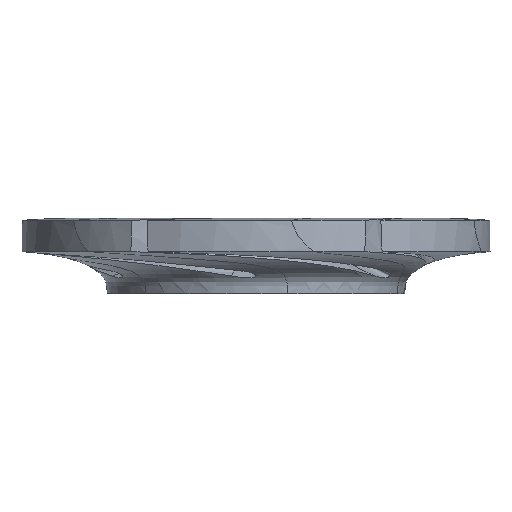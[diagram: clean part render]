
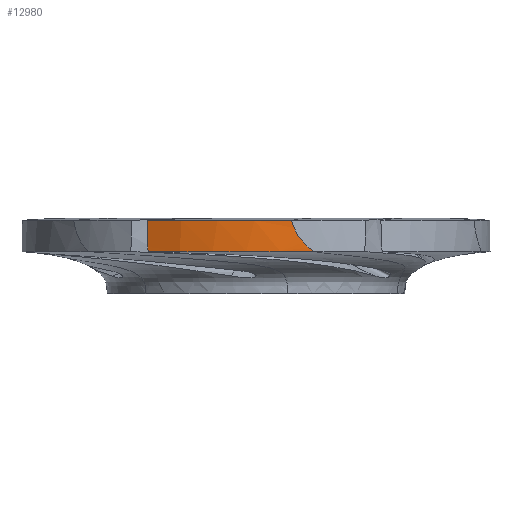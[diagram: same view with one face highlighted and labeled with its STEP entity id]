
A CAD part, left-side view. The second image highlights one B-rep face of the part: STEP entity #12980.
In plain terms, the highlighted conical face has half-angle 0.566 degrees and reference radius 24.619 mm.
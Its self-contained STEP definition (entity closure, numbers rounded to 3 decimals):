
#10693 = VERTEX_POINT('',#10694);
#10694 = CARTESIAN_POINT('',(-24.333,-3.74,
    7.757));
#10902 = EDGE_CURVE('',#10903,#10693,#10905,.T.);
#10903 = VERTEX_POINT('',#10904);
#10904 = CARTESIAN_POINT('',(-21.794,11.45,
    7.757));
#10905 = CIRCLE('',#10906,24.619);
#10906 = AXIS2_PLACEMENT_3D('',#10907,#10908,#10909);
#10907 = CARTESIAN_POINT('',(0.,0.,7.757));
#10908 = DIRECTION('',(0.,-0.,1.));
#10909 = DIRECTION('',(0.978,0.207,0.));
#12139 = EDGE_CURVE('',#10903,#12140,#12142,.T.);
#12140 = VERTEX_POINT('',#12141);
#12141 = CARTESIAN_POINT('',(-21.906,11.306,
    4.456));
#12142 = B_SPLINE_CURVE_WITH_KNOTS('',5,(#12143,#12144,#12145,#12146,
    #12147,#12148,#12149,#12150,#12151,#12152,#12153,#12154,#12155,
    #12156,#12157,#12158,#12159,#12160,#12161,#12162,#12163,#12164,
    #12165,#12166,#12167,#12168,#12169,#12170,#12171,#12172),
  .UNSPECIFIED.,.F.,.F.,(6,4,4,4,4,4,4,6),(0.,0.131,
    0.213,0.375,0.46,0.594,
    0.814,1.),.UNSPECIFIED.);
#12143 = CARTESIAN_POINT('',(-21.794,11.45,
    7.757));
#12144 = CARTESIAN_POINT('',(-21.794,11.452,
    7.67));
#12145 = CARTESIAN_POINT('',(-21.794,11.455,
    7.583));
#12146 = CARTESIAN_POINT('',(-21.794,11.456,
    7.496));
#12147 = CARTESIAN_POINT('',(-21.794,11.458,
    7.409));
#12148 = CARTESIAN_POINT('',(-21.794,11.46,
    7.268));
#12149 = CARTESIAN_POINT('',(-21.795,11.46,
    7.214));
#12150 = CARTESIAN_POINT('',(-21.795,11.461,
    7.159));
#12151 = CARTESIAN_POINT('',(-21.795,11.462,
    7.105));
#12152 = CARTESIAN_POINT('',(-21.796,11.463,
    6.943));
#12153 = CARTESIAN_POINT('',(-21.797,11.464,
    6.836));
#12154 = CARTESIAN_POINT('',(-21.797,11.466,
    6.729));
#12155 = CARTESIAN_POINT('',(-21.798,11.467,
    6.621));
#12156 = CARTESIAN_POINT('',(-21.799,11.468,
    6.458));
#12157 = CARTESIAN_POINT('',(-21.799,11.468,
    6.403));
#12158 = CARTESIAN_POINT('',(-21.8,11.469,
    6.347));
#12159 = CARTESIAN_POINT('',(-21.8,11.469,
    6.291));
#12160 = CARTESIAN_POINT('',(-21.802,11.47,
    6.146));
#12161 = CARTESIAN_POINT('',(-21.802,11.47,
    6.057));
#12162 = CARTESIAN_POINT('',(-21.804,11.47,
    5.968));
#12163 = CARTESIAN_POINT('',(-21.805,11.469,
    5.879));
#12164 = CARTESIAN_POINT('',(-21.809,11.465,
    5.644));
#12165 = CARTESIAN_POINT('',(-21.813,11.461,
    5.499));
#12166 = CARTESIAN_POINT('',(-21.819,11.454,
    5.353));
#12167 = CARTESIAN_POINT('',(-21.826,11.443,
    5.208));
#12168 = CARTESIAN_POINT('',(-21.845,11.413,
    4.941));
#12169 = CARTESIAN_POINT('',(-21.856,11.395,
    4.818));
#12170 = CARTESIAN_POINT('',(-21.869,11.372,
    4.697));
#12171 = CARTESIAN_POINT('',(-21.886,11.343,
    4.576));
#12172 = CARTESIAN_POINT('',(-21.906,11.306,
    4.456));
#12980 = ADVANCED_FACE('[Impeller_1]-Flow domain-Outflow',(#12981),
  #13027,.T.);
#12981 = FACE_BOUND('',#12982,.F.);
#12982 = EDGE_LOOP('',(#12983,#12984,#13019,#13026));
#12983 = ORIENTED_EDGE('',*,*,#10902,.T.);
#12984 = ORIENTED_EDGE('',*,*,#12985,.T.);
#12985 = EDGE_CURVE('',#10693,#12986,#12988,.T.);
#12986 = VERTEX_POINT('',#12987);
#12987 = CARTESIAN_POINT('',(-23.891,-6.076,4.456
    ));
#12988 = B_SPLINE_CURVE_WITH_KNOTS('',5,(#12989,#12990,#12991,#12992,
    #12993,#12994,#12995,#12996,#12997,#12998,#12999,#13000,#13001,
    #13002,#13003,#13004,#13005,#13006,#13007,#13008,#13009,#13010,
    #13011,#13012,#13013,#13014,#13015,#13016,#13017,#13018),
  .UNSPECIFIED.,.F.,.F.,(6,4,4,4,4,4,4,6),(0.,0.195,
    0.396,0.587,0.77,0.88,
    0.938,1.),.UNSPECIFIED.);
#12989 = CARTESIAN_POINT('',(-24.333,-3.74,
    7.757));
#12990 = CARTESIAN_POINT('',(-24.329,-3.776,
    7.613));
#12991 = CARTESIAN_POINT('',(-24.324,-3.817,
    7.469));
#12992 = CARTESIAN_POINT('',(-24.318,-3.863,
    7.326));
#12993 = CARTESIAN_POINT('',(-24.311,-3.914,
    7.184));
#12994 = CARTESIAN_POINT('',(-24.295,-4.03,
    6.897));
#12995 = CARTESIAN_POINT('',(-24.286,-4.094,
    6.753));
#12996 = CARTESIAN_POINT('',(-24.276,-4.164,
    6.61));
#12997 = CARTESIAN_POINT('',(-24.264,-4.24,
    6.469));
#12998 = CARTESIAN_POINT('',(-24.238,-4.4,
    6.196));
#12999 = CARTESIAN_POINT('',(-24.224,-4.483,
    6.065));
#13000 = CARTESIAN_POINT('',(-24.209,-4.572,
    5.935));
#13001 = CARTESIAN_POINT('',(-24.192,-4.666,
    5.808));
#13002 = CARTESIAN_POINT('',(-24.156,-4.861,
    5.563));
#13003 = CARTESIAN_POINT('',(-24.137,-4.961,
    5.446));
#13004 = CARTESIAN_POINT('',(-24.117,-5.065,
    5.33));
#13005 = CARTESIAN_POINT('',(-24.095,-5.175,
    5.218));
#13006 = CARTESIAN_POINT('',(-24.056,-5.357,
    5.041));
#13007 = CARTESIAN_POINT('',(-24.041,-5.428,
    4.975));
#13008 = CARTESIAN_POINT('',(-24.025,-5.5,
    4.91));
#13009 = CARTESIAN_POINT('',(-24.009,-5.574,
    4.847));
#13010 = CARTESIAN_POINT('',(-23.983,-5.689,
    4.751));
#13011 = CARTESIAN_POINT('',(-23.974,-5.729,
    4.718));
#13012 = CARTESIAN_POINT('',(-23.964,-5.769,
    4.686));
#13013 = CARTESIAN_POINT('',(-23.955,-5.81,
    4.654));
#13014 = CARTESIAN_POINT('',(-23.935,-5.895,
    4.588));
#13015 = CARTESIAN_POINT('',(-23.924,-5.94,
    4.555));
#13016 = CARTESIAN_POINT('',(-23.913,-5.984,
    4.522));
#13017 = CARTESIAN_POINT('',(-23.902,-6.03,
    4.489));
#13018 = CARTESIAN_POINT('',(-23.891,-6.076,4.456
    ));
#13019 = ORIENTED_EDGE('',*,*,#13020,.F.);
#13020 = EDGE_CURVE('',#12140,#12986,#13021,.T.);
#13021 = CIRCLE('',#13022,24.651);
#13022 = AXIS2_PLACEMENT_3D('',#13023,#13024,#13025);
#13023 = CARTESIAN_POINT('',(0.,0.,4.456));
#13024 = DIRECTION('',(0.,-0.,1.));
#13025 = DIRECTION('',(0.978,0.207,0.));
#13026 = ORIENTED_EDGE('',*,*,#12139,.F.);
#13027 = CONICAL_SURFACE('',#13028,24.619,0.01);
#13028 = AXIS2_PLACEMENT_3D('',#13029,#13030,#13031);
#13029 = CARTESIAN_POINT('',(0.,0.,7.757));
#13030 = DIRECTION('',(0.,-0.,-1.));
#13031 = DIRECTION('',(0.978,0.207,0.));
